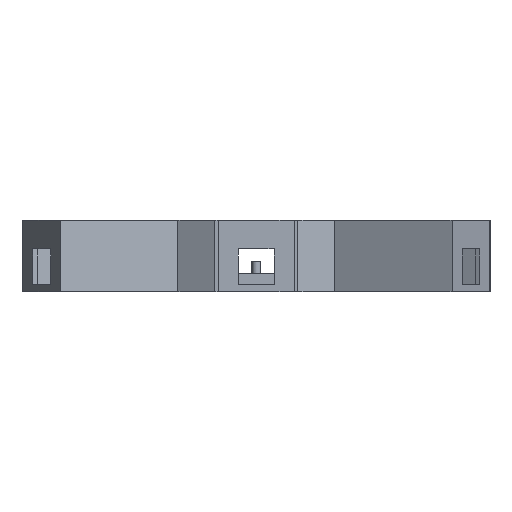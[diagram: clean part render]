
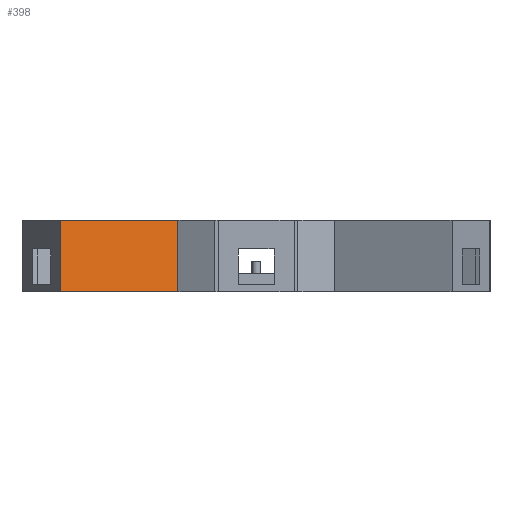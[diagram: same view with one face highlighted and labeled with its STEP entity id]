
A CAD part, front view. The second image highlights one B-rep face of the part: STEP entity #398.
In plain terms, the highlighted planar face has unit normal (0.5, -0.866, 0).
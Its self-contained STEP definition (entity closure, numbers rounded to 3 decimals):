
#52 = VERTEX_POINT ( 'NONE', #615 ) ;
#257 = CARTESIAN_POINT ( 'NONE',  ( -21.945, -27.869, -2. ) ) ;
#398 = ADVANCED_FACE ( 'NONE', ( #3072 ), #3847, .F. ) ;
#614 = CARTESIAN_POINT ( 'NONE',  ( -54.833, -46.841, 18. ) ) ;
#615 = CARTESIAN_POINT ( 'NONE',  ( -21.945, -27.869, 18. ) ) ;
#619 = LINE ( 'NONE', #2861, #2200 ) ;
#704 = ORIENTED_EDGE ( 'NONE', *, *, #1458, .F. ) ;
#750 = VECTOR ( 'NONE', #3308, 1000. ) ;
#825 = LINE ( 'NONE', #4622, #1176 ) ;
#1071 = ORIENTED_EDGE ( 'NONE', *, *, #3513, .F. ) ;
#1104 = ORIENTED_EDGE ( 'NONE', *, *, #3048, .F. ) ;
#1120 = CARTESIAN_POINT ( 'NONE',  ( -54.833, -46.841, -2. ) ) ;
#1176 = VECTOR ( 'NONE', #3803, 1000. ) ;
#1189 = LINE ( 'NONE', #3287, #750 ) ;
#1458 = EDGE_CURVE ( 'NONE', #4396, #1858, #825, .T. ) ;
#1654 = DIRECTION ( 'NONE',  ( -0.866, -0.5, 0. ) ) ;
#1778 = DIRECTION ( 'NONE',  ( 0., 0., -1. ) ) ;
#1823 = CARTESIAN_POINT ( 'NONE',  ( -54.833, -46.841, 18. ) ) ;
#1836 = LINE ( 'NONE', #1823, #2084 ) ;
#1858 = VERTEX_POINT ( 'NONE', #1120 ) ;
#2084 = VECTOR ( 'NONE', #4242, 1000. ) ;
#2200 = VECTOR ( 'NONE', #1778, 1000. ) ;
#2514 = EDGE_LOOP ( 'NONE', ( #4042, #704, #1104, #1071 ) ) ;
#2592 = VERTEX_POINT ( 'NONE', #614 ) ;
#2861 = CARTESIAN_POINT ( 'NONE',  ( -21.945, -27.869, 18. ) ) ;
#3048 = EDGE_CURVE ( 'NONE', #52, #4396, #619, .T. ) ;
#3072 = FACE_OUTER_BOUND ( 'NONE', #2514, .T. ) ;
#3133 = DIRECTION ( 'NONE',  ( -0.5, 0.866, 0. ) ) ;
#3287 = CARTESIAN_POINT ( 'NONE',  ( -21.945, -27.869, 18. ) ) ;
#3308 = DIRECTION ( 'NONE',  ( 0.866, 0.5, 0. ) ) ;
#3513 = EDGE_CURVE ( 'NONE', #2592, #52, #1189, .T. ) ;
#3803 = DIRECTION ( 'NONE',  ( -0.866, -0.5, 0. ) ) ;
#3847 = PLANE ( 'NONE',  #3861 ) ;
#3861 = AXIS2_PLACEMENT_3D ( 'NONE', #4253, #3133, #1654 ) ;
#4042 = ORIENTED_EDGE ( 'NONE', *, *, #4547, .T. ) ;
#4242 = DIRECTION ( 'NONE',  ( 0., 0., -1. ) ) ;
#4253 = CARTESIAN_POINT ( 'NONE',  ( -21.945, -27.869, 18. ) ) ;
#4396 = VERTEX_POINT ( 'NONE', #257 ) ;
#4547 = EDGE_CURVE ( 'NONE', #2592, #1858, #1836, .T. ) ;
#4622 = CARTESIAN_POINT ( 'NONE',  ( -21.945, -27.869, -2. ) ) ;
